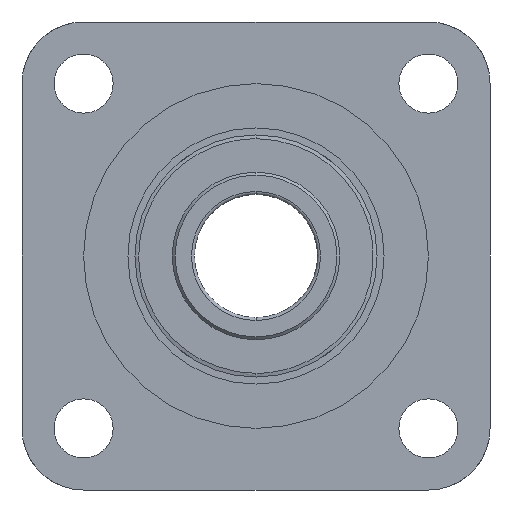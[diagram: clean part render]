
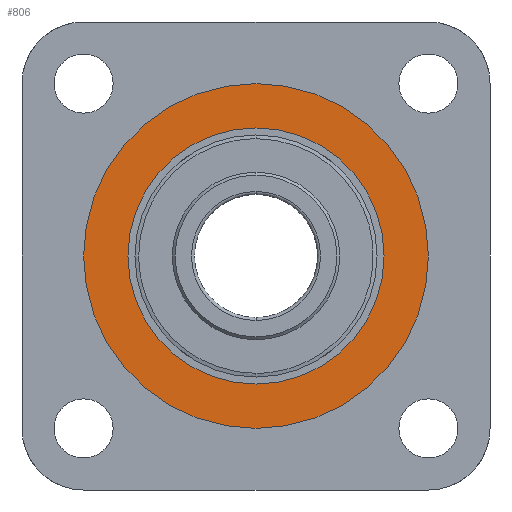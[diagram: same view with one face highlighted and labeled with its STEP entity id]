
A CAD part, left-side view. The second image highlights one B-rep face of the part: STEP entity #806.
In plain terms, the highlighted planar face has unit normal (-1, 0, 0).
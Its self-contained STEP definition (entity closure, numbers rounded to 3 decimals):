
#223 = CARTESIAN_POINT ( 'NONE',  ( -12.25, 0., 35. ) ) ;
#271 = CARTESIAN_POINT ( 'NONE',  ( -12.25, 26., 0. ) ) ;
#355 = EDGE_CURVE ( 'NONE', #2969, #404, #2653, .T. ) ;
#404 = VERTEX_POINT ( 'NONE', #1493 ) ;
#440 = CIRCLE ( 'NONE', #1582, 35. ) ;
#446 = CIRCLE ( 'NONE', #1391, 35. ) ;
#584 = EDGE_LOOP ( 'NONE', ( #1072, #1402 ) ) ;
#714 = CARTESIAN_POINT ( 'NONE',  ( -12.25, 0., 0. ) ) ;
#806 = ADVANCED_FACE ( 'NONE', ( #860, #1418 ), #1037, .F. ) ;
#860 = FACE_OUTER_BOUND ( 'NONE', #4327, .T. ) ;
#980 = ORIENTED_EDGE ( 'NONE', *, *, #2595, .F. ) ;
#1029 = CARTESIAN_POINT ( 'NONE',  ( -12.25, 0., -26. ) ) ;
#1037 = PLANE ( 'NONE',  #3287 ) ;
#1072 = ORIENTED_EDGE ( 'NONE', *, *, #355, .T. ) ;
#1391 = AXIS2_PLACEMENT_3D ( 'NONE', #714, #2671, #3810 ) ;
#1402 = ORIENTED_EDGE ( 'NONE', *, *, #2731, .T. ) ;
#1413 = DIRECTION ( 'NONE',  ( 0., 0., -1. ) ) ;
#1418 = FACE_BOUND ( 'NONE', #584, .T. ) ;
#1481 = CARTESIAN_POINT ( 'NONE',  ( -12.25, 0., 0. ) ) ;
#1493 = CARTESIAN_POINT ( 'NONE',  ( -12.25, 0., 26. ) ) ;
#1582 = AXIS2_PLACEMENT_3D ( 'NONE', #3863, #4281, #3929 ) ;
#1808 = ORIENTED_EDGE ( 'NONE', *, *, #3040, .F. ) ;
#2402 = DIRECTION ( 'NONE',  ( 0., 0., -1. ) ) ;
#2468 = AXIS2_PLACEMENT_3D ( 'NONE', #1481, #4979, #3063 ) ;
#2595 = EDGE_CURVE ( 'NONE', #3415, #2795, #440, .T. ) ;
#2653 = CIRCLE ( 'NONE', #2468, 26. ) ;
#2671 = DIRECTION ( 'NONE',  ( 1., 0., 0. ) ) ;
#2731 = EDGE_CURVE ( 'NONE', #404, #2969, #2986, .T. ) ;
#2795 = VERTEX_POINT ( 'NONE', #3586 ) ;
#2969 = VERTEX_POINT ( 'NONE', #1029 ) ;
#2986 = CIRCLE ( 'NONE', #4169, 26. ) ;
#3040 = EDGE_CURVE ( 'NONE', #2795, #3415, #446, .T. ) ;
#3063 = DIRECTION ( 'NONE',  ( 0., 0., -1. ) ) ;
#3164 = CARTESIAN_POINT ( 'NONE',  ( -12.25, 0., 0. ) ) ;
#3287 = AXIS2_PLACEMENT_3D ( 'NONE', #271, #3750, #1413 ) ;
#3415 = VERTEX_POINT ( 'NONE', #223 ) ;
#3568 = DIRECTION ( 'NONE',  ( 1., 0., 0. ) ) ;
#3586 = CARTESIAN_POINT ( 'NONE',  ( -12.25, 0., -35. ) ) ;
#3750 = DIRECTION ( 'NONE',  ( 1., 0., 0. ) ) ;
#3810 = DIRECTION ( 'NONE',  ( 0., 0., -1. ) ) ;
#3863 = CARTESIAN_POINT ( 'NONE',  ( -12.25, 0., 0. ) ) ;
#3929 = DIRECTION ( 'NONE',  ( 0., 0., -1. ) ) ;
#4169 = AXIS2_PLACEMENT_3D ( 'NONE', #3164, #3568, #2402 ) ;
#4281 = DIRECTION ( 'NONE',  ( 1., 0., 0. ) ) ;
#4327 = EDGE_LOOP ( 'NONE', ( #1808, #980 ) ) ;
#4979 = DIRECTION ( 'NONE',  ( 1., 0., 0. ) ) ;
